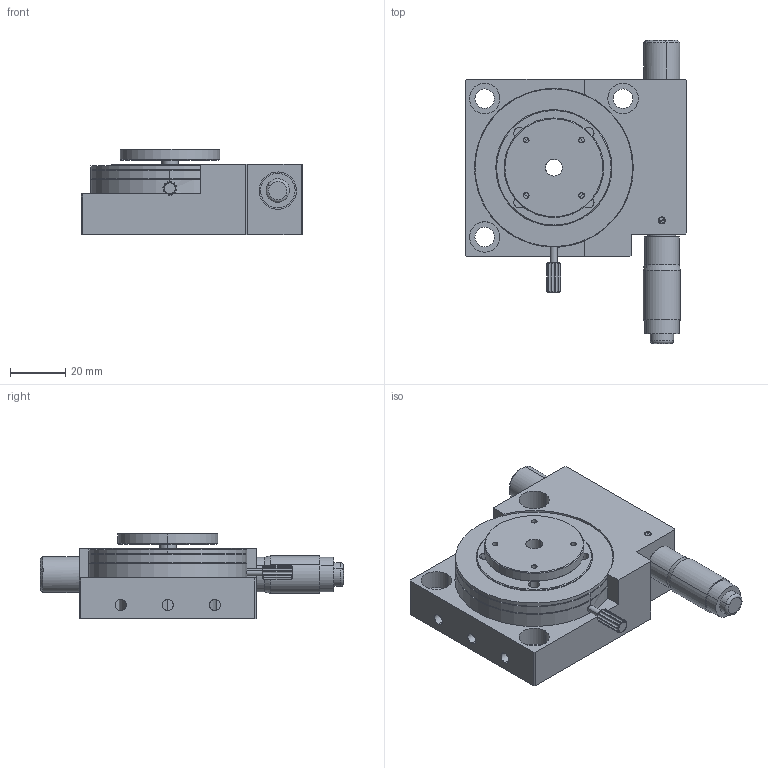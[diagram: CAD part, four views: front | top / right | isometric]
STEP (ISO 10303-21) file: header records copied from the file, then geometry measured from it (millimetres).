
FILE_DESCRIPTION (( 'STEP AP214' ), '1' );
FILE_NAME ('GCM-1104M-三维外形图-20161123.STEP', '2016-11-23T07:13:44', ( 't' ), ( 'd' ), 'SwSTEP 2.0', 'SolidWorks 2012', '' );
FILE_SCHEMA (( 'AUTOMOTIVE_DESIGN' ));
Length unit declared in the file: millimetre
Products named in the file (1): GCM-1104M-三维外形图-20161123
Bounding box: 80 x 109.5 x 31 mm (x, y, z)
Surface area: 35997.9 mm2 (no closed solid volume)
Topology: 0 solids, 21 shells, 254 faces, 691 edges, 451 vertices
Faces by surface type: cylinder 113, cone 71, plane 64, torus 4, sphere 2
Entity records: 11233 total; most frequent: CARTESIAN_POINT 1971, DIRECTION 1426, ORIENTED_EDGE 1214, EDGE_CURVE 685, AXIS2_PLACEMENT_3D 566, VERTEX_POINT 447, CIRCLE 311, EDGE_LOOP 298
